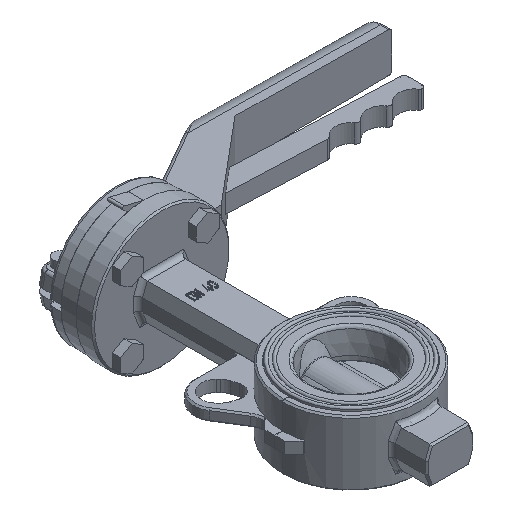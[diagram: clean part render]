
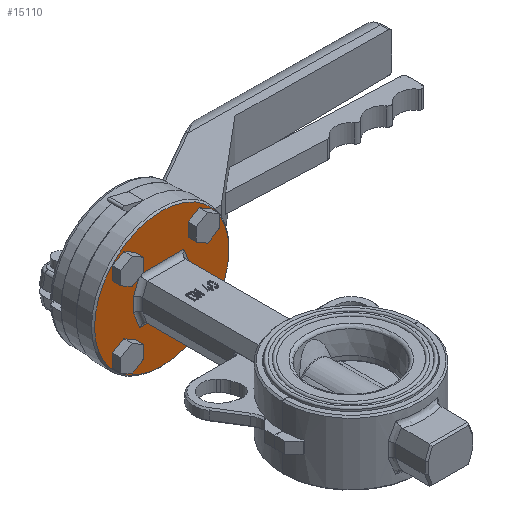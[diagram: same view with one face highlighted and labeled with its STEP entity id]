
A CAD part, isometric view. The second image highlights one B-rep face of the part: STEP entity #15110.
In plain terms, the highlighted planar face has unit normal (0, -1, 0).
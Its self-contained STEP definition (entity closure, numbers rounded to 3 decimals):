
#1328=LINE('',#22762,#2258);
#1330=LINE('',#22770,#2260);
#1332=LINE('',#22776,#2262);
#1415=LINE('',#23217,#2345);
#1418=LINE('',#23224,#2348);
#1422=LINE('',#23241,#2352);
#1424=LINE('',#23246,#2354);
#1425=LINE('',#23248,#2355);
#2258=VECTOR('',#18070,1000.);
#2260=VECTOR('',#18078,1000.);
#2262=VECTOR('',#18084,1000.);
#2345=VECTOR('',#18395,1000.);
#2348=VECTOR('',#18402,1000.);
#2352=VECTOR('',#18414,1000.);
#2354=VECTOR('',#18420,1000.);
#2355=VECTOR('',#18423,1000.);
#4545=ORIENTED_EDGE('',*,*,#7318,.T.);
#4546=ORIENTED_EDGE('',*,*,#7320,.T.);
#4547=ORIENTED_EDGE('',*,*,#7322,.T.);
#4548=ORIENTED_EDGE('',*,*,#7328,.T.);
#4549=ORIENTED_EDGE('',*,*,#7582,.F.);
#4550=ORIENTED_EDGE('',*,*,#7491,.F.);
#4551=ORIENTED_EDGE('',*,*,#7492,.F.);
#4552=ORIENTED_EDGE('',*,*,#7307,.F.);
#4553=ORIENTED_EDGE('',*,*,#7311,.F.);
#4554=ORIENTED_EDGE('',*,*,#7314,.F.);
#4555=ORIENTED_EDGE('',*,*,#7477,.F.);
#4556=ORIENTED_EDGE('',*,*,#7481,.F.);
#4557=ORIENTED_EDGE('',*,*,#7488,.F.);
#7307=EDGE_CURVE('',#9009,#9011,#1328,.T.);
#7311=EDGE_CURVE('',#9012,#9009,#1330,.T.);
#7314=EDGE_CURVE('',#9014,#9012,#1332,.T.);
#7318=EDGE_CURVE('',#9018,#9018,#10029,.T.);
#7320=EDGE_CURVE('',#9020,#9020,#10031,.T.);
#7322=EDGE_CURVE('',#9022,#9022,#10033,.T.);
#7328=EDGE_CURVE('',#9028,#9028,#10037,.T.);
#7477=EDGE_CURVE('',#9140,#9014,#1415,.T.);
#7481=EDGE_CURVE('',#9143,#9140,#1418,.T.);
#7488=EDGE_CURVE('',#9148,#9143,#1422,.T.);
#7491=EDGE_CURVE('',#9149,#9148,#1424,.T.);
#7492=EDGE_CURVE('',#9011,#9149,#1425,.T.);
#7582=EDGE_CURVE('',#9210,#9210,#10120,.T.);
#9009=VERTEX_POINT('',#22760);
#9011=VERTEX_POINT('',#22763);
#9012=VERTEX_POINT('',#22768);
#9014=VERTEX_POINT('',#22774);
#9018=VERTEX_POINT('',#22785);
#9020=VERTEX_POINT('',#22790);
#9022=VERTEX_POINT('',#22795);
#9028=VERTEX_POINT('',#22809);
#9140=VERTEX_POINT('',#23215);
#9143=VERTEX_POINT('',#23223);
#9148=VERTEX_POINT('',#23240);
#9149=VERTEX_POINT('',#23245);
#9210=VERTEX_POINT('',#23450);
#10029=CIRCLE('',#16036,5.);
#10031=CIRCLE('',#16039,5.);
#10033=CIRCLE('',#16042,5.);
#10037=CIRCLE('',#16048,5.);
#10120=CIRCLE('',#16215,44.);
#10764=EDGE_LOOP('',(#4545));
#10765=EDGE_LOOP('',(#4546));
#10766=EDGE_LOOP('',(#4547));
#10767=EDGE_LOOP('',(#4548));
#10768=EDGE_LOOP('',(#4549));
#10769=EDGE_LOOP('',(#4550,#4551,#4552,#4553,#4554,#4555,#4556,#4557));
#11680=FACE_BOUND('',#10764,.T.);
#11681=FACE_BOUND('',#10765,.T.);
#11682=FACE_BOUND('',#10766,.T.);
#11683=FACE_BOUND('',#10767,.T.);
#11684=FACE_BOUND('',#10768,.T.);
#11685=FACE_BOUND('',#10769,.T.);
#12324=PLANE('',#16216);
#15110=ADVANCED_FACE('',(#11680,#11681,#11682,#11683,#11684,#11685),#12324,
 .F.);
#16036=AXIS2_PLACEMENT_3D('',#22784,#18094,#18095);
#16039=AXIS2_PLACEMENT_3D('',#22789,#18100,#18101);
#16042=AXIS2_PLACEMENT_3D('',#22794,#18106,#18107);
#16048=AXIS2_PLACEMENT_3D('',#22808,#18120,#18121);
#16215=AXIS2_PLACEMENT_3D('',#23449,#18596,#18597);
#16216=AXIS2_PLACEMENT_3D('',#23451,#18598,#18599);
#18070=DIRECTION('',(-0.351,0.,0.936));
#18078=DIRECTION('',(0.,0.,1.));
#18084=DIRECTION('',(0.351,0.,0.936));
#18094=DIRECTION('',(0.,1.,0.));
#18095=DIRECTION('',(0.,0.,-1.));
#18100=DIRECTION('',(0.,1.,0.));
#18101=DIRECTION('',(0.,0.,-1.));
#18106=DIRECTION('',(0.,1.,0.));
#18107=DIRECTION('',(0.,0.,-1.));
#18120=DIRECTION('',(0.,1.,0.));
#18121=DIRECTION('',(0.,0.,-1.));
#18395=DIRECTION('',(1.,0.,0.));
#18402=DIRECTION('',(0.351,0.,-0.936));
#18414=DIRECTION('',(0.,0.,-1.));
#18420=DIRECTION('',(-0.351,0.,-0.936));
#18423=DIRECTION('',(-1.,0.,0.));
#18596=DIRECTION('',(0.,1.,0.));
#18597=DIRECTION('',(0.,0.,1.));
#18598=DIRECTION('',(0.,1.,0.));
#18599=DIRECTION('',(0.,0.,1.));
#22760=CARTESIAN_POINT('',(18.5,124.,4.544));
#22762=CARTESIAN_POINT('',(17.713,124.,6.642));
#22763=CARTESIAN_POINT('',(14.579,124.,15.));
#22768=CARTESIAN_POINT('',(18.5,124.,-4.544));
#22770=CARTESIAN_POINT('',(18.5,124.,0.));
#22774=CARTESIAN_POINT('',(14.579,124.,-15.));
#22776=CARTESIAN_POINT('',(17.713,124.,-6.642));
#22784=CARTESIAN_POINT('',(24.749,124.,24.749));
#22785=CARTESIAN_POINT('',(24.749,124.,19.749));
#22789=CARTESIAN_POINT('',(24.749,124.,-24.749));
#22790=CARTESIAN_POINT('',(24.749,124.,-29.749));
#22794=CARTESIAN_POINT('',(-24.749,124.,-24.749));
#22795=CARTESIAN_POINT('',(-24.749,124.,-29.749));
#22808=CARTESIAN_POINT('',(-24.749,124.,24.749));
#22809=CARTESIAN_POINT('',(-24.749,124.,19.749));
#23215=CARTESIAN_POINT('',(-14.579,124.,-15.));
#23217=CARTESIAN_POINT('',(0.,124.,-15.));
#23223=CARTESIAN_POINT('',(-18.5,124.,-4.544));
#23224=CARTESIAN_POINT('',(-17.713,124.,-6.642));
#23240=CARTESIAN_POINT('',(-18.5,124.,4.544));
#23241=CARTESIAN_POINT('',(-18.5,124.,0.));
#23245=CARTESIAN_POINT('',(-14.579,124.,15.));
#23246=CARTESIAN_POINT('',(-17.713,124.,6.642));
#23248=CARTESIAN_POINT('',(0.,124.,15.));
#23449=CARTESIAN_POINT('',(0.,124.,0.));
#23450=CARTESIAN_POINT('',(0.,124.,44.));
#23451=CARTESIAN_POINT('',(0.,124.,0.));
